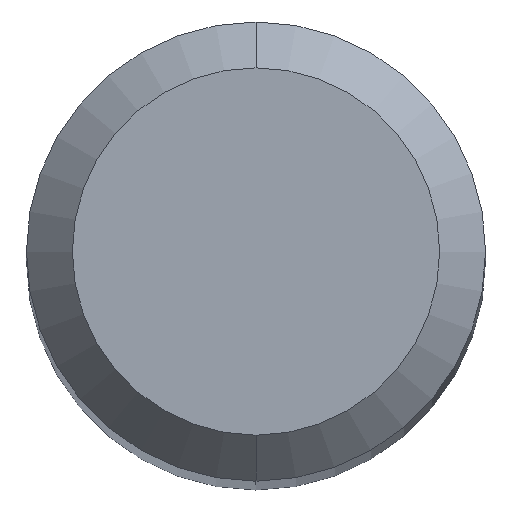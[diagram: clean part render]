
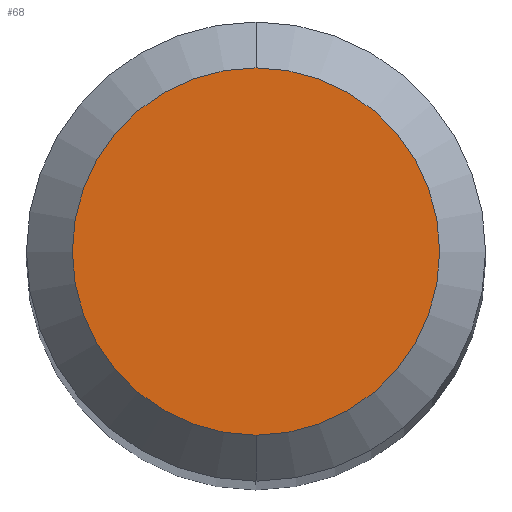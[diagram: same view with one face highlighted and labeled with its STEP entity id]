
A CAD part, top view. The second image highlights one B-rep face of the part: STEP entity #68.
In plain terms, the highlighted planar face has unit normal (0, 0, 1).
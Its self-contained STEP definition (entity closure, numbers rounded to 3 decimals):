
#25 = CARTESIAN_POINT ( 'NONE',  ( 0., 1.2, 38. ) ) ;
#29 = CIRCLE ( 'NONE', #66, 1.2 ) ;
#48 = CIRCLE ( 'NONE', #388, 1.2 ) ;
#54 = EDGE_LOOP ( 'NONE', ( #275, #239 ) ) ;
#64 = DIRECTION ( 'NONE',  ( 0., 1., 0. ) ) ;
#66 = AXIS2_PLACEMENT_3D ( 'NONE', #336, #373, #64 ) ;
#68 = ADVANCED_FACE ( 'NONE', ( #246 ), #383, .F. ) ;
#94 = EDGE_CURVE ( 'NONE', #413, #204, #48, .T. ) ;
#179 = CARTESIAN_POINT ( 'NONE',  ( 0., 0., 38. ) ) ;
#184 = CARTESIAN_POINT ( 'NONE',  ( 0., 0., 38. ) ) ;
#204 = VERTEX_POINT ( 'NONE', #25 ) ;
#239 = ORIENTED_EDGE ( 'NONE', *, *, #94, .F. ) ;
#246 = FACE_OUTER_BOUND ( 'NONE', #54, .T. ) ;
#260 = AXIS2_PLACEMENT_3D ( 'NONE', #179, #316, #278 ) ;
#275 = ORIENTED_EDGE ( 'NONE', *, *, #397, .F. ) ;
#278 = DIRECTION ( 'NONE',  ( 0., 1., 0. ) ) ;
#316 = DIRECTION ( 'NONE',  ( 0., 0., -1. ) ) ;
#322 = DIRECTION ( 'NONE',  ( 0., 1., 0. ) ) ;
#336 = CARTESIAN_POINT ( 'NONE',  ( 0., 0., 38. ) ) ;
#373 = DIRECTION ( 'NONE',  ( 0., 0., -1. ) ) ;
#383 = PLANE ( 'NONE',  #260 ) ;
#388 = AXIS2_PLACEMENT_3D ( 'NONE', #184, #390, #322 ) ;
#390 = DIRECTION ( 'NONE',  ( 0., 0., -1. ) ) ;
#397 = EDGE_CURVE ( 'NONE', #204, #413, #29, .T. ) ;
#408 = CARTESIAN_POINT ( 'NONE',  ( 0., -1.2, 38. ) ) ;
#413 = VERTEX_POINT ( 'NONE', #408 ) ;
